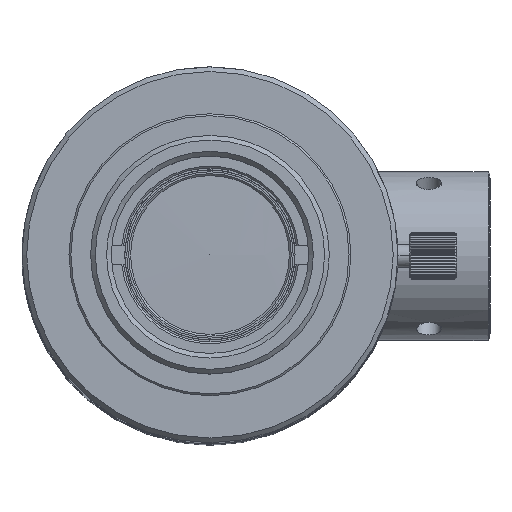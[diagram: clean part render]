
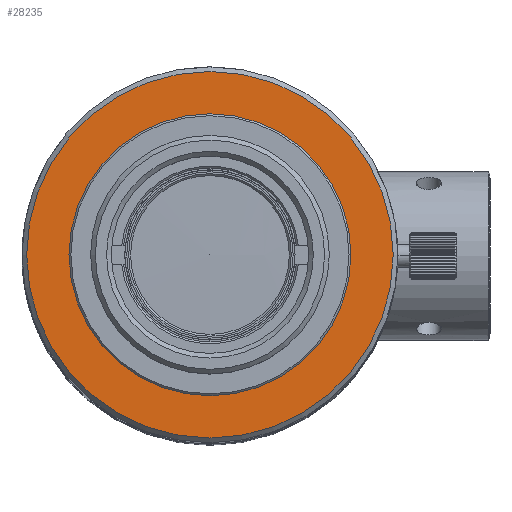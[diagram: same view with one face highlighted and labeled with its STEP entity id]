
A CAD part, top view. The second image highlights one B-rep face of the part: STEP entity #28235.
In plain terms, the highlighted planar face has unit normal (0, 0, 1).
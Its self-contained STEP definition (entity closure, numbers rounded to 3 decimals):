
#27631=CARTESIAN_POINT('',(19.5,0.,138.283));
#27632=VERTEX_POINT('',#27631);
#27641=CARTESIAN_POINT('',(0.,0.,138.283));
#27642=DIRECTION('',(1.,-0.,-0.));
#27643=DIRECTION('',(0.,-0.,1.));
#27644=AXIS2_PLACEMENT_3D('',#27641,#27643,#27642);
#27645=CIRCLE('',#27644,19.5);
#27646=EDGE_CURVE('',#27632,#27632,#27645,.T.);
#28216=CARTESIAN_POINT('',(0.,0.,138.283));
#28217=DIRECTION('',(1.,0.,0.));
#28218=DIRECTION('',(0.,0.,1.));
#28219=AXIS2_PLACEMENT_3D('',#28216,#28218,#28217);
#28220=PLANE('',#28219);
#28221=ORIENTED_EDGE('',*,*,#27646,.T.);
#28222=EDGE_LOOP('',(#28221));
#28223=FACE_OUTER_BOUND('',#28222,.T.);
#28224=CARTESIAN_POINT('',(15.,0.,138.283));
#28225=VERTEX_POINT('',#28224);
#28226=CARTESIAN_POINT('',(0.,0.,138.283));
#28227=DIRECTION('',(1.,0.,-0.));
#28228=DIRECTION('',(0.,-0.,1.));
#28229=AXIS2_PLACEMENT_3D('',#28226,#28228,#28227);
#28230=CIRCLE('',#28229,15.);
#28231=EDGE_CURVE('',#28225,#28225,#28230,.T.);
#28232=ORIENTED_EDGE('E1850',*,*,#28231,.F.);
#28233=EDGE_LOOP('',(#28232));
#28234=FACE_BOUND('',#28233,.T.);
#28235=ADVANCED_FACE('F770',(#28223,#28234),#28220,.T.);
